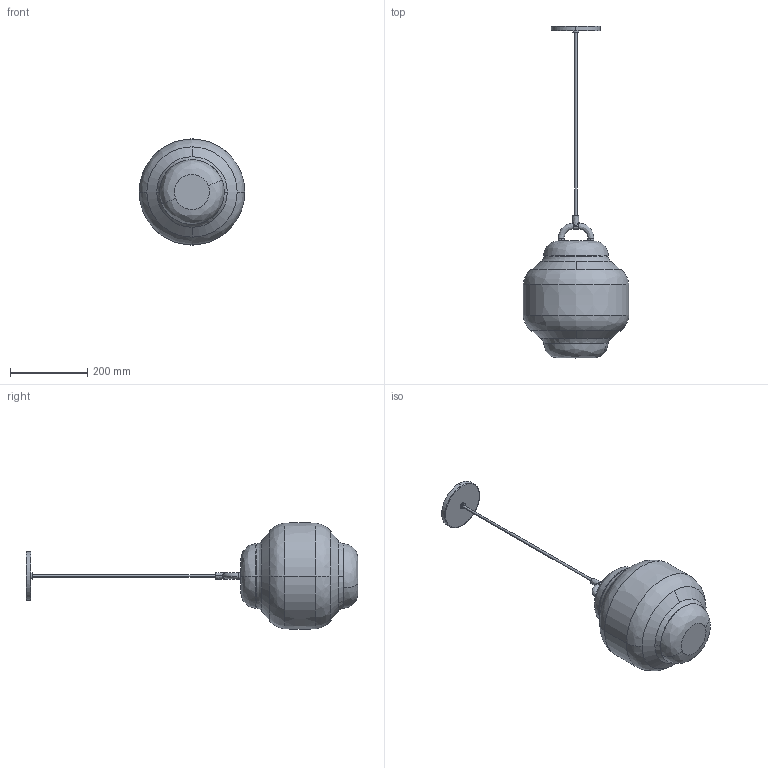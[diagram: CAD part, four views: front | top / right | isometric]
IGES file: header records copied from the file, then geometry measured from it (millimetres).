
Start section: SolidWorks IGES file using analytic representation for surfaces
Global section: file name: ESPRP1 - Esper Pendant 01.IGS; native system: SolidWorks 2015; preprocessor: SolidWorks 2015; author: Design; date: 190712.161048; units: millimetre
Bounding box: 273.58 x 860.09 x 275.93 mm (x, y, z)
Volume: 12520959.3 mm3; surface area: 316267 mm2
Topology: 1 solids, 1 shells, 59 faces, 148 edges, 90 vertices
Faces by surface type: bspline 26, revolution 23, plane 10
